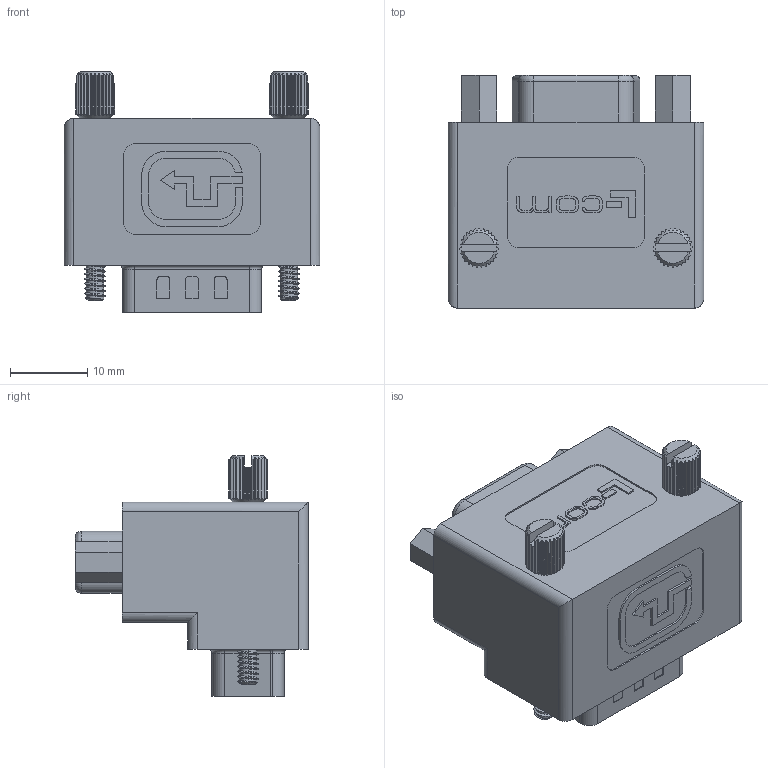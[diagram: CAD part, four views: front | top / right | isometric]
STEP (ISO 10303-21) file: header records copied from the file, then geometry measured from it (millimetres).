
FILE_DESCRIPTION (( 'STEP AP214' ), '1' );
FILE_NAME ('VGC00001_3D.step', '2024-11-15T20:03:05', ( '' ), ( '' ), 'SwSTEP 2.0', 'SolidWorks 2022', '' );
FILE_SCHEMA (( 'AUTOMOTIVE_DESIGN' ));
Length unit declared in the file: inch
Products named in the file (5): VGC00001-001_默认; VGC00001-002; VGC00001-004; VGC00001_3D; VGC00001-003
Assembly tree (5 placements, depth 2):
  VGC00001_3D
    VGC00001-001_默认
    VGC00001-002
    VGC00001-003
    VGC00001-004  x2
Bounding box: 33 x 30.1 x 31.1 mm (x, y, z)
Volume: 11008.1 mm3; surface area: 11800.2 mm2
Topology: 5 solids, 5 shells, 1084 faces, 2906 edges, 1914 vertices
Faces by surface type: plane 505, cylinder 470, bspline 60, torus 26, cone 23
Entity records: 35699 total; most frequent: CARTESIAN_POINT 9495, ORIENTED_EDGE 4888, DIRECTION 4573, EDGE_CURVE 2444, VERTEX_POINT 1607, AXIS2_PLACEMENT_3D 1587, LINE 1399, VECTOR 1399
